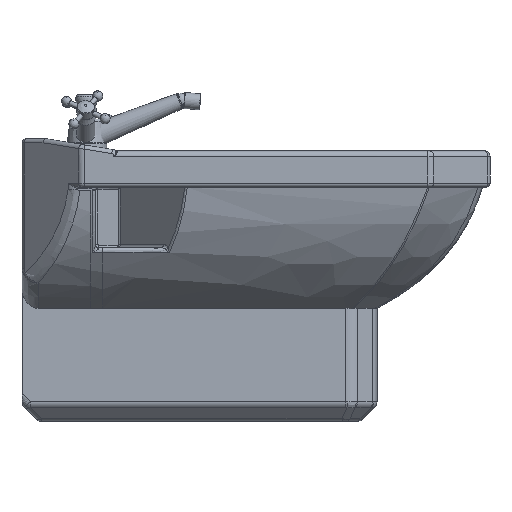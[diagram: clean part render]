
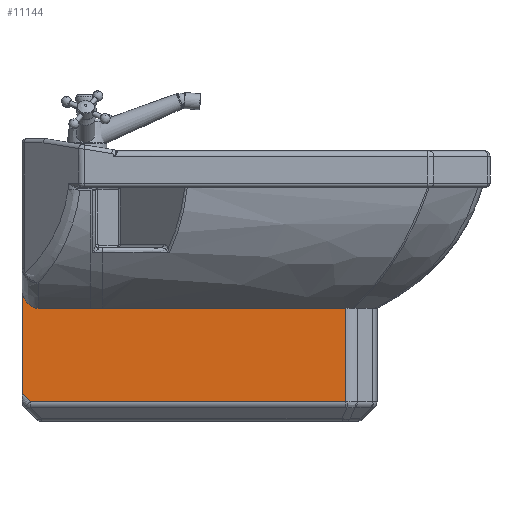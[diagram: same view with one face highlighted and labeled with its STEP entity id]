
A CAD part, left-side view. The second image highlights one B-rep face of the part: STEP entity #11144.
In plain terms, the highlighted face is planar.
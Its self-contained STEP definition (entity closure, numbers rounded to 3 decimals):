
#8083=CARTESIAN_POINT('',(-580.0,-70.,-255.858));
#8084=VERTEX_POINT('',#8083);
#8092=CARTESIAN_POINT('',(-580.0,-70.,-126.306));
#8093=VERTEX_POINT('',#8092);
#8094=CARTESIAN_POINT('',(-580.0,-70.,-126.306));
#8095=DIRECTION('',(0.0,0.0,-1.0));
#8096=VECTOR('',#8095,129.552);
#8097=LINE('',#8094,#8096);
#8098=EDGE_CURVE('',#8093,#8084,#8097,.T.);
#10852=CARTESIAN_POINT('',(-178.586,-70.,-265.858));
#10853=VERTEX_POINT('',#10852);
#10963=CARTESIAN_POINT('',(-178.586,-70.,-150.0));
#10964=VERTEX_POINT('',#10963);
#10984=CARTESIAN_POINT('',(-178.586,-70.,-150.0));
#10985=DIRECTION('',(0.0,0.0,-1.0));
#10986=VECTOR('',#10985,115.858);
#10987=LINE('',#10984,#10986);
#10988=EDGE_CURVE('',#10964,#10853,#10987,.T.);
#11070=CARTESIAN_POINT('',(-570.0,-70.,-265.858));
#11071=VERTEX_POINT('',#11070);
#11072=CARTESIAN_POINT('',(-178.586,-70.,-265.858));
#11073=DIRECTION('',(-1.0,0.0,0.0));
#11074=VECTOR('',#11073,391.414);
#11075=LINE('',#11072,#11074);
#11076=EDGE_CURVE('',#10853,#11071,#11075,.T.);
#11089=CARTESIAN_POINT('',(-170.565,-70.,-150.));
#11090=DIRECTION('',(0.0,-1.0,0.0));
#11091=DIRECTION('',(0.0,0.0,-1.0));
#11092=AXIS2_PLACEMENT_3D('',#11089,#11090,#11091);
#11093=PLANE('',#11092);
#11094=ORIENTED_EDGE('',*,*,#10988,.F.);
#11095=CARTESIAN_POINT('',(-480.,-70.,-150.0));
#11096=VERTEX_POINT('',#11095);
#11097=CARTESIAN_POINT('',(-480.,-70.,-150.0));
#11098=DIRECTION('',(1.0,0.0,0.0));
#11099=VECTOR('',#11098,301.414);
#11100=LINE('',#11097,#11099);
#11101=EDGE_CURVE('',#11096,#10964,#11100,.T.);
#11102=ORIENTED_EDGE('',*,*,#11101,.F.);
#11103=CARTESIAN_POINT('',(-495.0,-70.,-150.0));
#11104=VERTEX_POINT('',#11103);
#11105=CARTESIAN_POINT('',(-480.,-70.,-150.0));
#11106=DIRECTION('',(-1.0,0.0,0.0));
#11107=VECTOR('',#11106,15.);
#11108=LINE('',#11105,#11107);
#11109=EDGE_CURVE('',#11096,#11104,#11108,.T.);
#11110=ORIENTED_EDGE('',*,*,#11109,.T.);
#11111=CARTESIAN_POINT('',(-560.0,-70.,-150.0));
#11112=VERTEX_POINT('',#11111);
#11113=CARTESIAN_POINT('',(-495.0,-70.,-150.0));
#11114=DIRECTION('',(-1.0,0.0,0.0));
#11115=VECTOR('',#11114,65.0);
#11116=LINE('',#11113,#11115);
#11117=EDGE_CURVE('',#11104,#11112,#11116,.T.);
#11118=ORIENTED_EDGE('',*,*,#11117,.T.);
#11119=CARTESIAN_POINT('',(-560.0,-70.,-150.));
#11120=CARTESIAN_POINT('',(-562.251,-70.,-150.));
#11121=CARTESIAN_POINT('',(-564.464,-70.,-149.557));
#11122=CARTESIAN_POINT('',(-568.785,-70.,-147.806));
#11123=CARTESIAN_POINT('',(-570.809,-70.,-146.468));
#11124=CARTESIAN_POINT('',(-574.588,-70.,-142.887));
#11125=CARTESIAN_POINT('',(-576.212,-70.,-140.576));
#11126=CARTESIAN_POINT('',(-578.274,-70.,-136.251));
#11127=CARTESIAN_POINT('',(-578.915,-70.,-134.35));
#11128=CARTESIAN_POINT('',(-579.783,-70.,-130.403));
#11129=CARTESIAN_POINT('',(-580.0,-70.,-128.354));
#11130=CARTESIAN_POINT('',(-580.0,-70.,-126.306));
#11131=B_SPLINE_CURVE_WITH_KNOTS('',3,(#11119,#11120,#11121,#11122,#11123,#11124,#11125,#11126,#11127,#11128,#11129,#11130),.UNSPECIFIED.,.F.,.U.,(4,2,2,2,2,4),(0.0,0.675,1.398,2.233,2.829,3.44),.UNSPECIFIED.);
#11132=EDGE_CURVE('',#8093,#11112,#11131,.F.);
#11133=ORIENTED_EDGE('',*,*,#11132,.F.);
#11134=ORIENTED_EDGE('',*,*,#8098,.T.);
#11135=CARTESIAN_POINT('',(-570.0,-70.,-265.858));
#11136=DIRECTION('',(-0.707,0.,0.707));
#11137=VECTOR('',#11136,14.142);
#11138=LINE('',#11135,#11137);
#11139=EDGE_CURVE('',#11071,#8084,#11138,.T.);
#11140=ORIENTED_EDGE('',*,*,#11139,.F.);
#11141=ORIENTED_EDGE('',*,*,#11076,.F.);
#11142=EDGE_LOOP('',(#11094,#11102,#11110,#11118,#11133,#11134,#11140,#11141));
#11143=FACE_OUTER_BOUND('',#11142,.T.);
#11144=ADVANCED_FACE('',(#11143),#11093,.T.);
